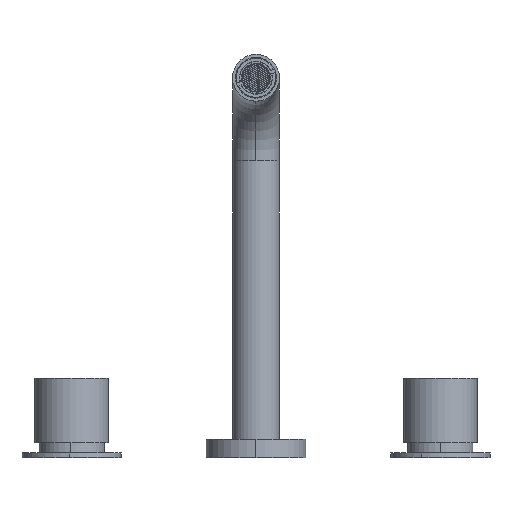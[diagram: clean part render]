
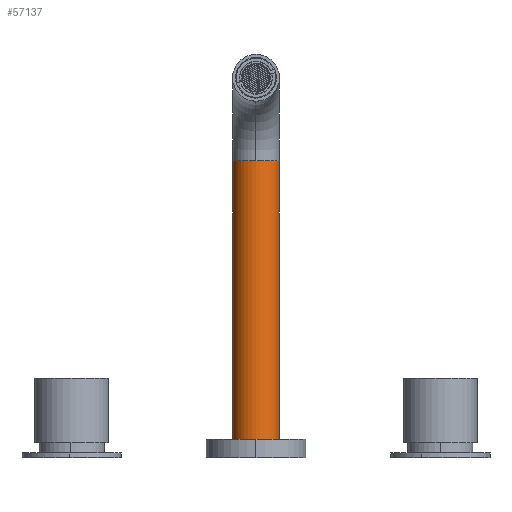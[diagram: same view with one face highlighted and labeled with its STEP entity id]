
A CAD part, top view. The second image highlights one B-rep face of the part: STEP entity #57137.
In plain terms, the highlighted cylindrical face has radius 12.7 mm (diameter 25.4 mm), a partial arc.
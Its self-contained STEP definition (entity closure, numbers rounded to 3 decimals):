
#1094 = CARTESIAN_POINT ( 'NONE',  ( -100., 199.88, 12.7 ) ) ;
#1163 = CIRCLE ( 'NONE', #39853, 12.7 ) ;
#1584 = ORIENTED_EDGE ( 'NONE', *, *, #26089, .F. ) ;
#2338 = DIRECTION ( 'NONE',  ( 0., -1., 0. ) ) ;
#7593 = CARTESIAN_POINT ( 'NONE',  ( -87.3, 159.88, 0. ) ) ;
#8949 = EDGE_CURVE ( 'NONE', #41193, #20869, #49257, .T. ) ;
#9052 = ORIENTED_EDGE ( 'NONE', *, *, #54932, .T. ) ;
#12691 = DIRECTION ( 'NONE',  ( 0., -1., 0. ) ) ;
#13600 = DIRECTION ( 'NONE',  ( -1., 0., 0. ) ) ;
#13703 = LINE ( 'NONE', #7593, #41667 ) ;
#14433 = CYLINDRICAL_SURFACE ( 'NONE', #19315, 12.7 ) ;
#14836 = CARTESIAN_POINT ( 'NONE',  ( -100., 159.88, 0. ) ) ;
#19315 = AXIS2_PLACEMENT_3D ( 'NONE', #14836, #19985, #51753 ) ;
#19985 = DIRECTION ( 'NONE',  ( 0., -1., 0. ) ) ;
#20262 = AXIS2_PLACEMENT_3D ( 'NONE', #66204, #50479, #13600 ) ;
#20869 = VERTEX_POINT ( 'NONE', #1094 ) ;
#22941 = EDGE_LOOP ( 'NONE', ( #1584, #40383, #23232, #9052, #65095 ) ) ;
#23232 = ORIENTED_EDGE ( 'NONE', *, *, #57832, .T. ) ;
#23347 = CARTESIAN_POINT ( 'NONE',  ( -100., 44.88, 0. ) ) ;
#26089 = EDGE_CURVE ( 'NONE', #41193, #64530, #13703, .T. ) ;
#27737 = VERTEX_POINT ( 'NONE', #30284 ) ;
#28623 = DIRECTION ( 'NONE',  ( -1., 0., 0. ) ) ;
#30284 = CARTESIAN_POINT ( 'NONE',  ( -112.7, 199.88, 0. ) ) ;
#31664 = CIRCLE ( 'NONE', #56790, 12.7 ) ;
#32647 = CARTESIAN_POINT ( 'NONE',  ( -112.7, 44.88, 0. ) ) ;
#33789 = EDGE_CURVE ( 'NONE', #64530, #40459, #1163, .T. ) ;
#34065 = CARTESIAN_POINT ( 'NONE',  ( -100., 199.88, 0. ) ) ;
#35817 = CARTESIAN_POINT ( 'NONE',  ( -87.3, 44.88, 0. ) ) ;
#36777 = FACE_OUTER_BOUND ( 'NONE', #22941, .T. ) ;
#39317 = DIRECTION ( 'NONE',  ( -1., 0., 0. ) ) ;
#39853 = AXIS2_PLACEMENT_3D ( 'NONE', #23347, #60151, #28623 ) ;
#40383 = ORIENTED_EDGE ( 'NONE', *, *, #8949, .T. ) ;
#40459 = VERTEX_POINT ( 'NONE', #32647 ) ;
#41065 = LINE ( 'NONE', #62395, #67495 ) ;
#41193 = VERTEX_POINT ( 'NONE', #55217 ) ;
#41667 = VECTOR ( 'NONE', #12691, 1000. ) ;
#46725 = DIRECTION ( 'NONE',  ( 0., -1., 0. ) ) ;
#49257 = CIRCLE ( 'NONE', #20262, 12.7 ) ;
#50479 = DIRECTION ( 'NONE',  ( 0., -1., 0. ) ) ;
#51753 = DIRECTION ( 'NONE',  ( -1., 0., 0. ) ) ;
#54932 = EDGE_CURVE ( 'NONE', #27737, #40459, #41065, .T. ) ;
#55217 = CARTESIAN_POINT ( 'NONE',  ( -87.3, 199.88, 0. ) ) ;
#56790 = AXIS2_PLACEMENT_3D ( 'NONE', #34065, #2338, #39317 ) ;
#57137 = ADVANCED_FACE ( 'NONE', ( #36777 ), #14433, .T. ) ;
#57832 = EDGE_CURVE ( 'NONE', #20869, #27737, #31664, .T. ) ;
#60151 = DIRECTION ( 'NONE',  ( 0., -1., 0. ) ) ;
#62395 = CARTESIAN_POINT ( 'NONE',  ( -112.7, 159.88, 0. ) ) ;
#64530 = VERTEX_POINT ( 'NONE', #35817 ) ;
#65095 = ORIENTED_EDGE ( 'NONE', *, *, #33789, .F. ) ;
#66204 = CARTESIAN_POINT ( 'NONE',  ( -100., 199.88, 0. ) ) ;
#67495 = VECTOR ( 'NONE', #46725, 1000. ) ;
